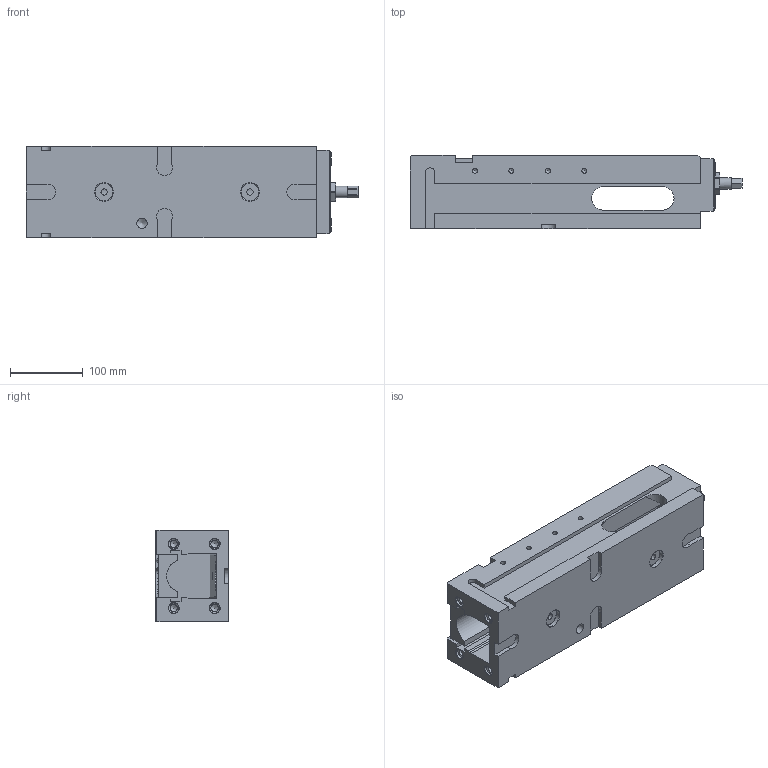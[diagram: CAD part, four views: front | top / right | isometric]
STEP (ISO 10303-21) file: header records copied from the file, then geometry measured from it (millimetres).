
FILE_DESCRIPTION (( 'STEP AP214' ), '1' );
FILE_NAME ('6921838000755.STEP', '2017-06-30T07:00:17', ( '' ), ( '' ), 'SwSTEP 2.0', 'SolidWorks 2016', '' );
FILE_SCHEMA (( 'AUTOMOTIVE_DESIGN' ));
Length unit declared in the file: millimetre
Products named in the file (1): 6921838000755
Bounding box: 455.1 x 100 x 126 mm (x, y, z)
Volume: 3158567.4 mm3; surface area: 370271.5 mm2
Topology: 1 solids, 1 shells, 301 faces, 820 edges, 525 vertices
Faces by surface type: plane 158, cylinder 91, cone 52
Full cylindrical faces by diameter (mm): 6.8 x9, 8.5 x2, 10.2 x20, 12 x4, 14 x5, 15.8 x1, 18 x4, 24 x2, 25 x2
Entity records: 10418 total; most frequent: CARTESIAN_POINT 2162, DIRECTION 1424, ORIENTED_EDGE 1370, EDGE_CURVE 685, AXIS2_PLACEMENT_3D 486, VERTEX_POINT 483, LINE 452, VECTOR 452
